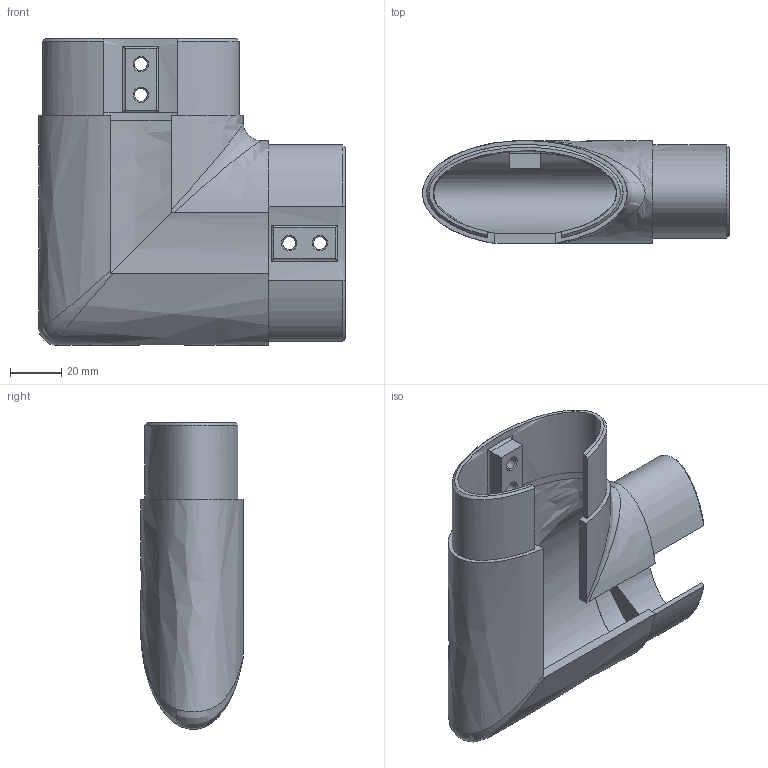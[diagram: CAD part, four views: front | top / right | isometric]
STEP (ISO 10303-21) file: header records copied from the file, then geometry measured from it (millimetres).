
FILE_DESCRIPTION (( 'STEP AP203' ), '1' );
FILE_NAME ('60336-240-90.STEP', '2020-11-25T12:41:51', ( '' ), ( '' ), 'SwSTEP 2.0', 'SolidWorks 2018', '' );
FILE_SCHEMA (( 'CONFIG_CONTROL_DESIGN' ));
Length unit declared in the file: millimetre
Products named in the file (2): 60336-240-90
Bounding box: 120 x 40.23 x 120 mm (x, y, z)
Volume: 86524.1 mm3; surface area: 53102.2 mm2
Topology: 1 solids, 1 shells, 395 faces, 1049 edges, 692 vertices
Faces by surface type: bspline 196, plane 179, cylinder 12, cone 8
Entity records: 30356 total; most frequent: CARTESIAN_POINT 21913, ORIENTED_EDGE 2092, EDGE_CURVE 1046, DIRECTION 1008, VERTEX_POINT 690, LINE 558, VECTOR 558, EDGE_LOOP 440
